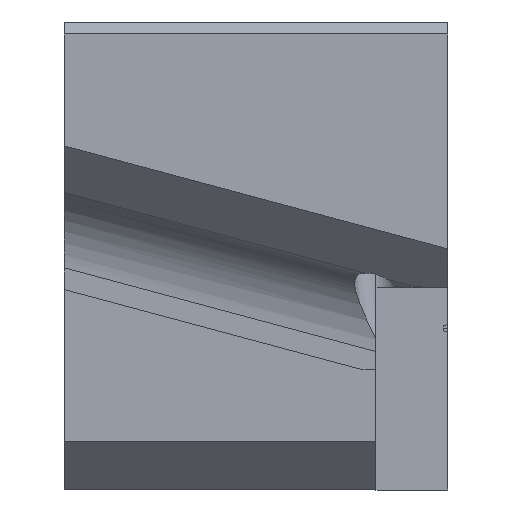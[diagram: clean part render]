
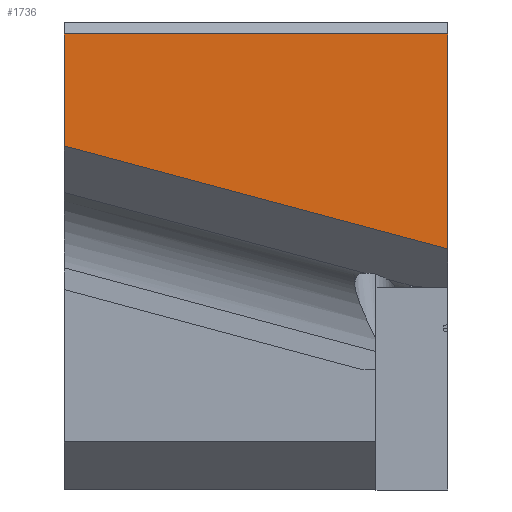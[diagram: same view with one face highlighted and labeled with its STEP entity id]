
A CAD part, left-side view. The second image highlights one B-rep face of the part: STEP entity #1736.
In plain terms, the highlighted planar face has unit normal (-1, 0, 0).
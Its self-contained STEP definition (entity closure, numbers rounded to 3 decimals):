
#173 = EDGE_LOOP ( 'NONE', ( #1369, #462, #955, #1851 ) ) ;
#249 = CARTESIAN_POINT ( 'NONE',  ( -130., 0., -0.5 ) ) ;
#304 = CARTESIAN_POINT ( 'NONE',  ( -130., 0., 0. ) ) ;
#337 = CARTESIAN_POINT ( 'NONE',  ( -130., 0., -0.5 ) ) ;
#370 = VECTOR ( 'NONE', #1278, 1000. ) ;
#432 = LINE ( 'NONE', #2221, #370 ) ;
#435 = VERTEX_POINT ( 'NONE', #249 ) ;
#462 = ORIENTED_EDGE ( 'NONE', *, *, #1984, .T. ) ;
#463 = LINE ( 'NONE', #337, #2471 ) ;
#595 = CARTESIAN_POINT ( 'NONE',  ( -130., 16., 0. ) ) ;
#637 = CARTESIAN_POINT ( 'NONE',  ( -130., 16., -5.164 ) ) ;
#650 = LINE ( 'NONE', #595, #1113 ) ;
#671 = AXIS2_PLACEMENT_3D ( 'NONE', #304, #1288, #2448 ) ;
#800 = CARTESIAN_POINT ( 'NONE',  ( -130., 2.363, -8.818 ) ) ;
#876 = EDGE_CURVE ( 'NONE', #1837, #1246, #650, .T. ) ;
#955 = ORIENTED_EDGE ( 'NONE', *, *, #876, .T. ) ;
#1066 = VERTEX_POINT ( 'NONE', #1121 ) ;
#1113 = VECTOR ( 'NONE', #1574, 1000. ) ;
#1121 = CARTESIAN_POINT ( 'NONE',  ( -130., 0., -9.451 ) ) ;
#1218 = EDGE_CURVE ( 'NONE', #1066, #435, #432, .T. ) ;
#1246 = VERTEX_POINT ( 'NONE', #637 ) ;
#1278 = DIRECTION ( 'NONE',  ( 0., 0., 1. ) ) ;
#1288 = DIRECTION ( 'NONE',  ( 1., 0., 0. ) ) ;
#1291 = LINE ( 'NONE', #800, #1992 ) ;
#1369 = ORIENTED_EDGE ( 'NONE', *, *, #1218, .T. ) ;
#1414 = FACE_OUTER_BOUND ( 'NONE', #173, .T. ) ;
#1520 = DIRECTION ( 'NONE',  ( 0., 1., 0. ) ) ;
#1574 = DIRECTION ( 'NONE',  ( 0., 0., -1. ) ) ;
#1736 = ADVANCED_FACE ( 'NONE', ( #1414 ), #2073, .F. ) ;
#1837 = VERTEX_POINT ( 'NONE', #2123 ) ;
#1851 = ORIENTED_EDGE ( 'NONE', *, *, #2332, .T. ) ;
#1982 = DIRECTION ( 'NONE',  ( 0., -0.966, -0.259 ) ) ;
#1984 = EDGE_CURVE ( 'NONE', #435, #1837, #463, .T. ) ;
#1992 = VECTOR ( 'NONE', #1982, 1000. ) ;
#2073 = PLANE ( 'NONE',  #671 ) ;
#2123 = CARTESIAN_POINT ( 'NONE',  ( -130., 16., -0.5 ) ) ;
#2221 = CARTESIAN_POINT ( 'NONE',  ( -130., 0., 0. ) ) ;
#2332 = EDGE_CURVE ( 'NONE', #1246, #1066, #1291, .T. ) ;
#2448 = DIRECTION ( 'NONE',  ( 0., 0., -1. ) ) ;
#2471 = VECTOR ( 'NONE', #1520, 1000. ) ;
